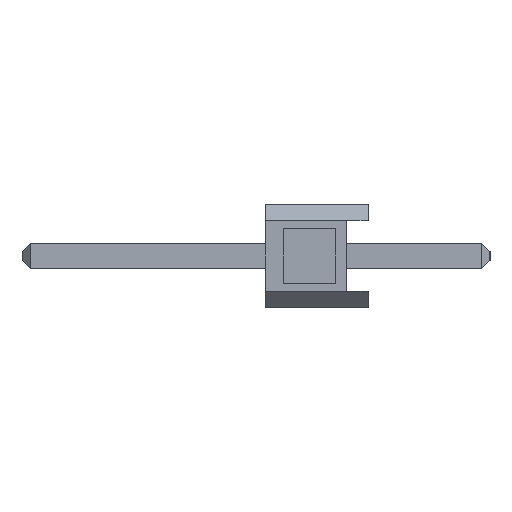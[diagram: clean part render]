
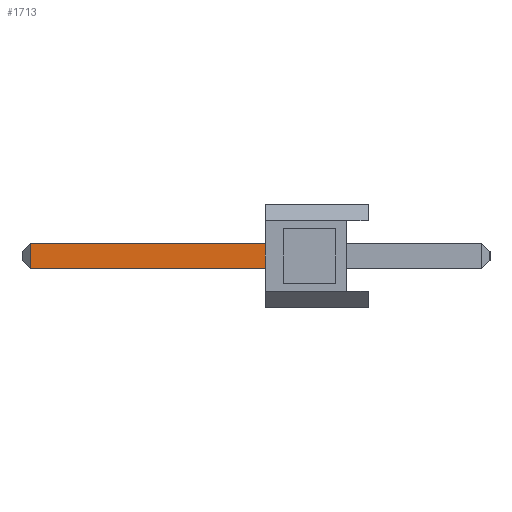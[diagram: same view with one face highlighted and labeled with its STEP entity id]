
A CAD part, left-side view. The second image highlights one B-rep face of the part: STEP entity #1713.
In plain terms, the highlighted planar face has unit normal (-1, 0, 0).
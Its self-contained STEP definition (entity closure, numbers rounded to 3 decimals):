
#215 = EDGE_CURVE ( 'NONE', #1171, #1642, #1832, .T. ) ;
#336 = CARTESIAN_POINT ( 'NONE',  ( -0.32, 2.54, 0.32 ) ) ;
#432 = EDGE_CURVE ( 'NONE', #1642, #459, #1148, .T. ) ;
#459 = VERTEX_POINT ( 'NONE', #477 ) ;
#477 = CARTESIAN_POINT ( 'NONE',  ( -0.32, 8.34, -0.32 ) ) ;
#487 = ORIENTED_EDGE ( 'NONE', *, *, #432, .T. ) ;
#533 = AXIS2_PLACEMENT_3D ( 'NONE', #1796, #1658, #754 ) ;
#569 = VERTEX_POINT ( 'NONE', #1517 ) ;
#729 = LINE ( 'NONE', #807, #1030 ) ;
#754 = DIRECTION ( 'NONE',  ( 0., 0., 1. ) ) ;
#761 = CARTESIAN_POINT ( 'NONE',  ( -0.32, 8.34, 0.32 ) ) ;
#807 = CARTESIAN_POINT ( 'NONE',  ( -0.32, -3., -0.32 ) ) ;
#987 = EDGE_CURVE ( 'NONE', #1171, #569, #1630, .T. ) ;
#1026 = CARTESIAN_POINT ( 'NONE',  ( -0.32, 2.54, 0. ) ) ;
#1030 = VECTOR ( 'NONE', #1247, 1000. ) ;
#1089 = VECTOR ( 'NONE', #1480, 1000. ) ;
#1148 = LINE ( 'NONE', #1359, #1476 ) ;
#1160 = VECTOR ( 'NONE', #1791, 1000. ) ;
#1171 = VERTEX_POINT ( 'NONE', #336 ) ;
#1192 = EDGE_CURVE ( 'NONE', #569, #459, #729, .T. ) ;
#1201 = DIRECTION ( 'NONE',  ( 0., 0., -1. ) ) ;
#1247 = DIRECTION ( 'NONE',  ( 0., 1., 0. ) ) ;
#1359 = CARTESIAN_POINT ( 'NONE',  ( -0.32, 8.34, -0.32 ) ) ;
#1476 = VECTOR ( 'NONE', #1201, 1000. ) ;
#1480 = DIRECTION ( 'NONE',  ( 0., 1., 0. ) ) ;
#1505 = CARTESIAN_POINT ( 'NONE',  ( -0.32, -3., 0.32 ) ) ;
#1510 = FACE_OUTER_BOUND ( 'NONE', #1698, .T. ) ;
#1517 = CARTESIAN_POINT ( 'NONE',  ( -0.32, 2.54, -0.32 ) ) ;
#1630 = LINE ( 'NONE', #1026, #1160 ) ;
#1642 = VERTEX_POINT ( 'NONE', #761 ) ;
#1658 = DIRECTION ( 'NONE',  ( -1., 0., 0. ) ) ;
#1686 = ORIENTED_EDGE ( 'NONE', *, *, #987, .F. ) ;
#1698 = EDGE_LOOP ( 'NONE', ( #1803, #487, #1744, #1686 ) ) ;
#1713 = ADVANCED_FACE ( 'NONE', ( #1510 ), #1801, .T. ) ;
#1744 = ORIENTED_EDGE ( 'NONE', *, *, #1192, .F. ) ;
#1791 = DIRECTION ( 'NONE',  ( 0., 0., -1. ) ) ;
#1796 = CARTESIAN_POINT ( 'NONE',  ( -0.32, -3., -0.32 ) ) ;
#1801 = PLANE ( 'NONE',  #533 ) ;
#1803 = ORIENTED_EDGE ( 'NONE', *, *, #215, .T. ) ;
#1832 = LINE ( 'NONE', #1505, #1089 ) ;
